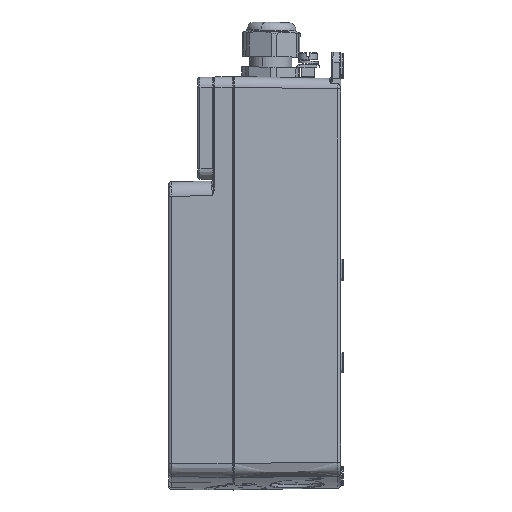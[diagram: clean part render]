
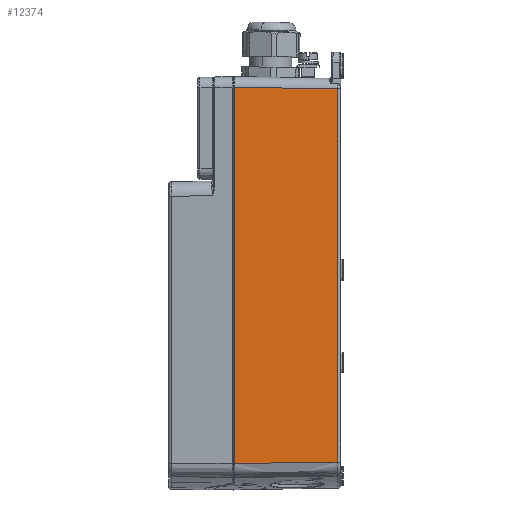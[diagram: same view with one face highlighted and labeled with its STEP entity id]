
A CAD part, left-side view. The second image highlights one B-rep face of the part: STEP entity #12374.
In plain terms, the highlighted planar face has unit normal (-1, -0.018, 0).
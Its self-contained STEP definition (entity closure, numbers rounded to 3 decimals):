
#889 = LINE ( 'NONE', #32769, #22176 ) ;
#4476 = LINE ( 'NONE', #40141, #5218 ) ;
#5218 = VECTOR ( 'NONE', #40144, 1000. ) ;
#7969 = B_SPLINE_CURVE_WITH_KNOTS ( 'NONE', 3,
 ( #11473, #11488, #11469, #11465, #11457, #11454, #11447 ),
 .UNSPECIFIED., .F., .F.,
 ( 4, 3, 4 ),
 ( 0.01, 0.025, 0.05 ),
 .UNSPECIFIED. ) ;
#8568 = CARTESIAN_POINT ( 'NONE',  ( -0.517, 0.483, 1.018 ) ) ;
#8990 = CARTESIAN_POINT ( 'NONE',  ( -1.203, 39.797, -140.716 ) ) ;
#8991 = CARTESIAN_POINT ( 'NONE',  ( -1.203, 39.797, 1.704 ) ) ;
#10219 = DIRECTION ( 'NONE',  ( 0., 0., -1. ) ) ;
#10220 = CARTESIAN_POINT ( 'NONE',  ( -1.203, 39.797, 5. ) ) ;
#11447 = CARTESIAN_POINT ( 'NONE',  ( -0.517, 0.483, -140.187 ) ) ;
#11454 = CARTESIAN_POINT ( 'NONE',  ( -0.659, 8.59, -140.297 ) ) ;
#11457 = CARTESIAN_POINT ( 'NONE',  ( -0.8, 16.697, -140.406 ) ) ;
#11465 = CARTESIAN_POINT ( 'NONE',  ( -0.942, 24.805, -140.515 ) ) ;
#11469 = CARTESIAN_POINT ( 'NONE',  ( -1.029, 29.802, -140.582 ) ) ;
#11473 = CARTESIAN_POINT ( 'NONE',  ( -1.203, 39.797, -140.716 ) ) ;
#11488 = CARTESIAN_POINT ( 'NONE',  ( -1.116, 34.799, -140.649 ) ) ;
#12033 = EDGE_CURVE ( 'NONE', #24588, #24589, #37066, .T. ) ;
#12374 = ADVANCED_FACE ( 'NONE', ( #37224 ), #26596, .T. ) ;
#16287 = VECTOR ( 'NONE', #10219, 1000. ) ;
#16476 = AXIS2_PLACEMENT_3D ( 'NONE', #26599, #26598, #26600 ) ;
#16823 = VERTEX_POINT ( 'NONE', #38982 ) ;
#22176 = VECTOR ( 'NONE', #32780, 1000. ) ;
#24588 = VERTEX_POINT ( 'NONE', #8991 ) ;
#24589 = VERTEX_POINT ( 'NONE', #8990 ) ;
#24932 = VERTEX_POINT ( 'NONE', #8568 ) ;
#26596 = PLANE ( 'NONE',  #16476 ) ;
#26598 = DIRECTION ( 'NONE',  ( -1., -0.017, 0. ) ) ;
#26599 = CARTESIAN_POINT ( 'NONE',  ( -0.5, -0.5, 5. ) ) ;
#26600 = DIRECTION ( 'NONE',  ( 0.017, -1., 0. ) ) ;
#26864 = EDGE_LOOP ( 'NONE', ( #31461, #31462, #31466, #31394 ) ) ;
#28707 = EDGE_CURVE ( 'NONE', #24932, #24588, #889, .T. ) ;
#29133 = EDGE_CURVE ( 'NONE', #24589, #16823, #7969, .T. ) ;
#29347 = EDGE_CURVE ( 'NONE', #16823, #24932, #4476, .T. ) ;
#31394 = ORIENTED_EDGE ( 'NONE', *, *, #29347, .T. ) ;
#31461 = ORIENTED_EDGE ( 'NONE', *, *, #28707, .T. ) ;
#31462 = ORIENTED_EDGE ( 'NONE', *, *, #12033, .T. ) ;
#31466 = ORIENTED_EDGE ( 'NONE', *, *, #29133, .T. ) ;
#32769 = CARTESIAN_POINT ( 'NONE',  ( -1.383, 50.07, 1.883 ) ) ;
#32780 = DIRECTION ( 'NONE',  ( -0.017, 1., 0.017 ) ) ;
#37066 = LINE ( 'NONE', #10220, #16287 ) ;
#37224 = FACE_OUTER_BOUND ( 'NONE', #26864, .T. ) ;
#38982 = CARTESIAN_POINT ( 'NONE',  ( -0.517, 0.483, -140.187 ) ) ;
#40141 = CARTESIAN_POINT ( 'NONE',  ( -0.517, 0.483, 5. ) ) ;
#40144 = DIRECTION ( 'NONE',  ( 0., 0., 1. ) ) ;
